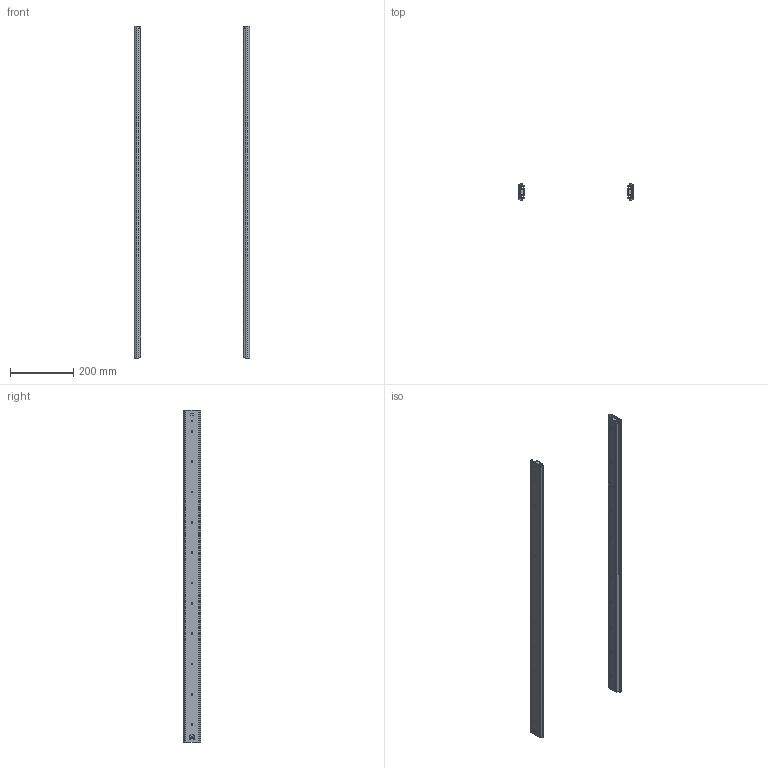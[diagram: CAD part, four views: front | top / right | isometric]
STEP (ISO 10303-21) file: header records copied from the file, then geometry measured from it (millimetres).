
FILE_DESCRIPTION(/* description */ (''),/* implementation_level */ '2;1');
FILE_NAME(/* name */ 'PK-0-H53-1050.stp',/* time_stamp */ '2024-12-17T14:12:59+01:00',/* author */ ('tomaszw'),/* organization */ (''),/* preprocessor_version */ 'ST-DEVELOPER v20',/* originating_system */ 'Autodesk Inventor 2025',/* authorisation */ '');
FILE_SCHEMA (('AUTOMOTIVE_DESIGN { 1 0 10303 214 3 1 1 }'));
Length unit declared in the file: millimetre
Products named in the file (4): PK-H-H53-1050; PK-H-H53_1-1050; PK-H-H53_2-1050; PK-H-H53_3-1050
Assembly tree (6 placements, depth 2):
  PK-H-H53-1050
    PK-H-H53_1-1050  x2
    PK-H-H53_2-1050  x2
    PK-H-H53_3-1050  x2
Bounding box: 364 x 53.99 x 1050 mm (x, y, z)
Volume: 733314.9 mm3; surface area: 761128.5 mm2
Topology: 8 solids, 8 shells, 300 faces, 832 edges, 548 vertices
Faces by surface type: cylinder 142, plane 132, cone 26
Full cylindrical faces by diameter (mm): 5.6 x18, 5.8 x20
Entity records: 5398 total; most frequent: CARTESIAN_POINT 984, DIRECTION 876, ORIENTED_EDGE 832, EDGE_CURVE 416, AXIS2_PLACEMENT_3D 310, VERTEX_POINT 274, LINE 256, VECTOR 256
